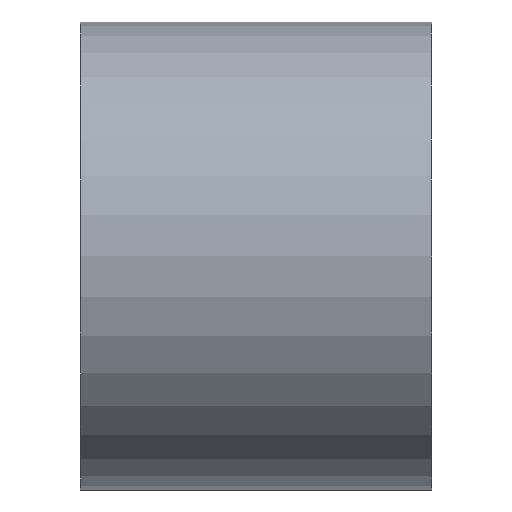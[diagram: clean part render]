
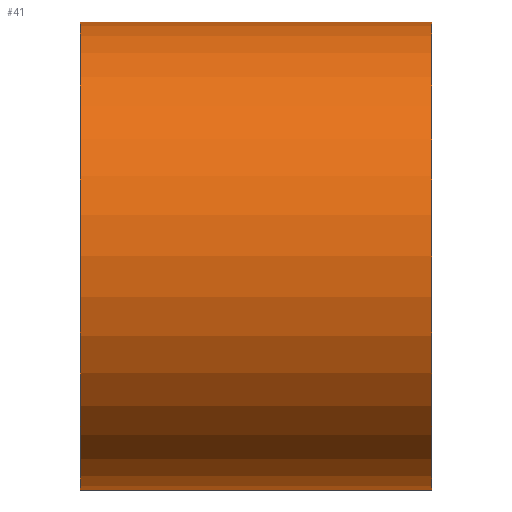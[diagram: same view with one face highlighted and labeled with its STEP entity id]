
A CAD part, left-side view. The second image highlights one B-rep face of the part: STEP entity #41.
In plain terms, the highlighted cylindrical face has radius 20 mm (diameter 40 mm), a full revolution.
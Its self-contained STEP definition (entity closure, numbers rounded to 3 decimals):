
#41 = ADVANCED_FACE( '', ( #84, #85 ), #86, .T. );
#84 = FACE_OUTER_BOUND( '', #125, .T. );
#85 = FACE_OUTER_BOUND( '', #126, .T. );
#86 = CYLINDRICAL_SURFACE( '', #127, 20. );
#125 = EDGE_LOOP( '', ( #168 ) );
#126 = EDGE_LOOP( '', ( #169 ) );
#127 = AXIS2_PLACEMENT_3D( '', #170, #171, #172 );
#168 = ORIENTED_EDGE( '', *, *, #197, .F. );
#169 = ORIENTED_EDGE( '', *, *, #199, .T. );
#170 = CARTESIAN_POINT( '', ( 0., 0., 0. ) );
#171 = DIRECTION( '', ( 0., 1., 0. ) );
#172 = DIRECTION( '', ( 0., 0., -1. ) );
#197 = EDGE_CURVE( '', #215, #215, #216, .T. );
#199 = EDGE_CURVE( '', #218, #218, #219, .T. );
#215 = VERTEX_POINT( '', #240 );
#216 = CIRCLE( '', #241, 20. );
#218 = VERTEX_POINT( '', #243 );
#219 = CIRCLE( '', #244, 20. );
#240 = CARTESIAN_POINT( '', ( 0., -15., -20. ) );
#241 = AXIS2_PLACEMENT_3D( '', #265, #266, #267 );
#243 = CARTESIAN_POINT( '', ( 0., 15., -20. ) );
#244 = AXIS2_PLACEMENT_3D( '', #268, #269, #270 );
#265 = CARTESIAN_POINT( '', ( 0., -15., 0. ) );
#266 = DIRECTION( '', ( 0., -1., 0. ) );
#267 = DIRECTION( '', ( 0., 0., -1. ) );
#268 = CARTESIAN_POINT( '', ( 0., 15., 0. ) );
#269 = DIRECTION( '', ( 0., -1., 0. ) );
#270 = DIRECTION( '', ( 0., 0., -1. ) );
